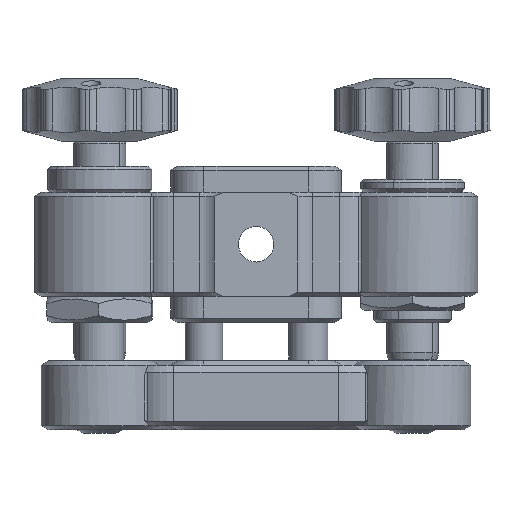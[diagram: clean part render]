
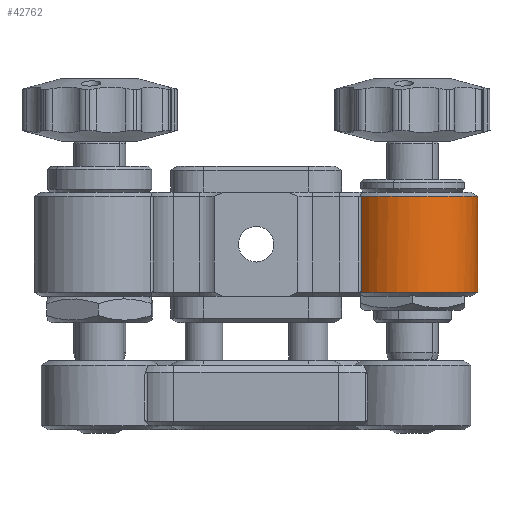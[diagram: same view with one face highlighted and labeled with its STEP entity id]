
A CAD part, front view. The second image highlights one B-rep face of the part: STEP entity #42762.
In plain terms, the highlighted cylindrical face has radius 7.938 mm (diameter 15.875 mm), a partial arc.
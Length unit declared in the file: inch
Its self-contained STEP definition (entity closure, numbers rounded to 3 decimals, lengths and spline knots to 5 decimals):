
#20265=CARTESIAN_POINT('',(1.5,0.,0.02));
#20266=DIRECTION('',(0.,0.,-1.));
#20267=DIRECTION('',(1.,0.,0.));
#20268=AXIS2_PLACEMENT_3D('',#20265,#20266,#20267);
#20273=CARTESIAN_POINT('',(1.25494,-0.19392,
0.02));
#21893=CARTESIAN_POINT('',(1.5,0.,0.48));
#21894=DIRECTION('',(0.,0.,1.));
#21895=DIRECTION('',(-0.784,-0.621,0.));
#21896=AXIS2_PLACEMENT_3D('',#21893,#21894,#21895);
#21901=CARTESIAN_POINT('',(1.25494,0.19392,
0.48));
#22105=DIRECTION('',(0.,0.,-1.));
#22106=VECTOR('',#22105,0.46);
#22107=CARTESIAN_POINT('',(1.25494,-0.19392,
0.48));
#22108=LINE('',#22107,#22106);
#22169=CARTESIAN_POINT('',(1.5,0.,0.02));
#22170=DIRECTION('',(0.,0.,-1.));
#22171=DIRECTION('',(-0.784,0.621,0.));
#22172=AXIS2_PLACEMENT_3D('',#22169,#22170,#22171);
#22207=DIRECTION('',(0.,0.,1.));
#22208=VECTOR('',#22207,0.46);
#22209=CARTESIAN_POINT('',(1.25494,0.19392,
0.02));
#22210=LINE('',#22209,#22208);
#31548=VERTEX_POINT('',#20273);
#31549=CARTESIAN_POINT('',(1.8125,0.,0.02));
#31550=VERTEX_POINT('',#31549);
#31853=VERTEX_POINT('',#21901);
#31854=CARTESIAN_POINT('',(1.25494,-0.19392,
0.48));
#31855=VERTEX_POINT('',#31854);
#32008=CARTESIAN_POINT('',(1.25494,0.19392,
0.02));
#32009=VERTEX_POINT('',#32008);
#42748=CARTESIAN_POINT('',(1.5,0.,0.48));
#42749=DIRECTION('',(0.,0.,-1.));
#42750=DIRECTION('',(-1.,0.,0.));
#42751=AXIS2_PLACEMENT_3D('',#42748,#42749,#42750);
#42752=CYLINDRICAL_SURFACE('',#42751,0.3125);
#42753=ORIENTED_EDGE('',*,*,#42583,.F.);
#42754=ORIENTED_EDGE('',*,*,#42731,.T.);
#42755=ORIENTED_EDGE('',*,*,#41358,.F.);
#42757=ORIENTED_EDGE('',*,*,#42756,.F.);
#42759=ORIENTED_EDGE('',*,*,#42758,.T.);
#42760=EDGE_LOOP('',(#42753,#42754,#42755,#42757,#42759));
#42761=FACE_OUTER_BOUND('',#42760,.F.);
#20269=CIRCLE('',#20268,0.3125);
#21897=CIRCLE('',#21896,0.3125);
#22173=CIRCLE('',#22172,0.3125);
#41358=EDGE_CURVE('',#31550,#31548,#20269,.T.);
#42583=EDGE_CURVE('',#31855,#31853,#21897,.T.);
#42731=EDGE_CURVE('',#31855,#31548,#22108,.T.);
#42756=EDGE_CURVE('',#32009,#31550,#22173,.T.);
#42758=EDGE_CURVE('',#32009,#31853,#22210,.T.);
#42762=ADVANCED_FACE('',(#42761),#42752,.F.);
